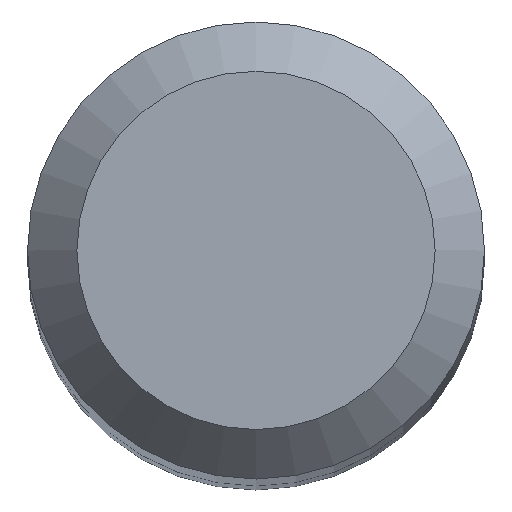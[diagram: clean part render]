
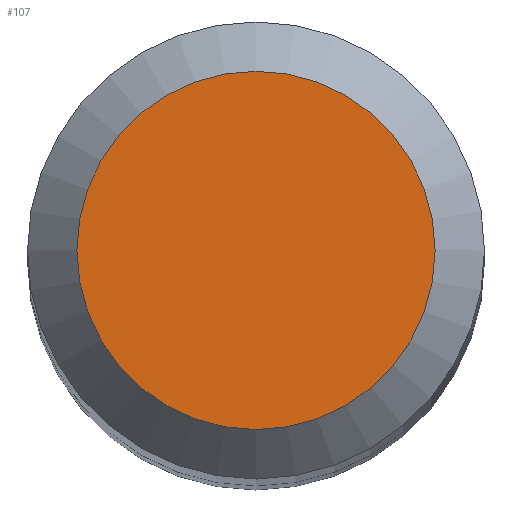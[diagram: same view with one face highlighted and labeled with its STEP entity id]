
A CAD part, top view. The second image highlights one B-rep face of the part: STEP entity #107.
In plain terms, the highlighted planar face has unit normal (0, 0, 1).
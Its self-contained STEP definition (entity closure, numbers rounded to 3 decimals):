
#21 = CARTESIAN_POINT ( 'NONE',  ( 0., 0., 52. ) ) ;
#51 = DIRECTION ( 'NONE',  ( 0., 1., 0. ) ) ;
#55 = DIRECTION ( 'NONE',  ( 0., 0., -1. ) ) ;
#64 = EDGE_LOOP ( 'NONE', ( #190 ) ) ;
#68 = DIRECTION ( 'NONE',  ( 0., 0., -1. ) ) ;
#72 = AXIS2_PLACEMENT_3D ( 'NONE', #179, #55, #51 ) ;
#85 = FACE_OUTER_BOUND ( 'NONE', #64, .T. ) ;
#98 = AXIS2_PLACEMENT_3D ( 'NONE', #21, #68, #163 ) ;
#107 = ADVANCED_FACE ( 'NONE', ( #85 ), #151, .F. ) ;
#151 = PLANE ( 'NONE',  #72 ) ;
#156 = EDGE_CURVE ( 'NONE', #166, #166, #178, .T. ) ;
#163 = DIRECTION ( 'NONE',  ( 0., 1., 0. ) ) ;
#166 = VERTEX_POINT ( 'NONE', #182 ) ;
#178 = CIRCLE ( 'NONE', #98, 1.45 ) ;
#179 = CARTESIAN_POINT ( 'NONE',  ( 0., 0., 52. ) ) ;
#182 = CARTESIAN_POINT ( 'NONE',  ( 0., 1.45, 52. ) ) ;
#190 = ORIENTED_EDGE ( 'NONE', *, *, #156, .F. ) ;
